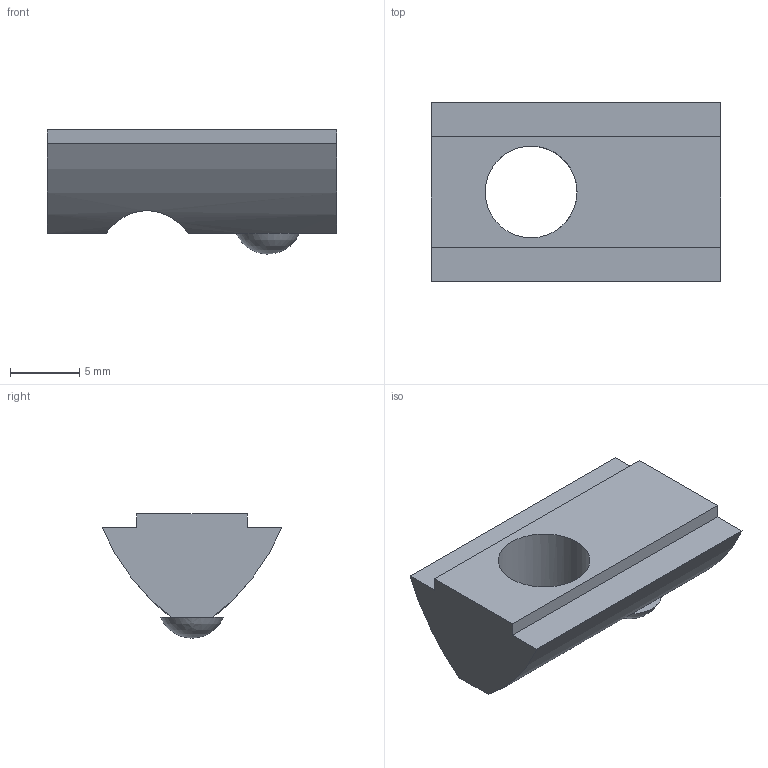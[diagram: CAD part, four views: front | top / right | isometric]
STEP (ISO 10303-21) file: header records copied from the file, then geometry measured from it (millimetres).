
FILE_DESCRIPTION(/* description */ ('Unknown'),/* implementation_level */ '2;1');
FILE_NAME(/* name */ 'Mountig_Bracket_M8',/* time_stamp */ '2023-03-05T10:54:10+01:00',/* author */ ('Unknown'),/* organization */ ('Unknown'),/* preprocessor_version */ 'ST-DEVELOPER v18.1',/* originating_system */ 'Solid Edge',/* authorisation */ 'Unknown');
FILE_SCHEMA (('AUTOMOTIVE_DESIGN {1 0 10303 214 3 1 1}'));
Length unit declared in the file: millimetre
Products named in the file (1): Mountig_Bracket_M8
Bounding box: 21 x 13 x 9 mm (x, y, z)
Volume: 1146.7 mm3; surface area: 939.6 mm2
Topology: 1 solids, 1 shells, 16 faces, 44 edges, 28 vertices
Faces by surface type: plane 12, cylinder 3, sphere 1
Full cylindrical faces by diameter (mm): 6.647 x1
Entity records: 623 total; most frequent: CARTESIAN_POINT 97, DIRECTION 82, ORIENTED_EDGE 78, EDGE_CURVE 39, AXIS2_PLACEMENT_3D 28, LINE 26, VECTOR 26, VERTEX_POINT 25
